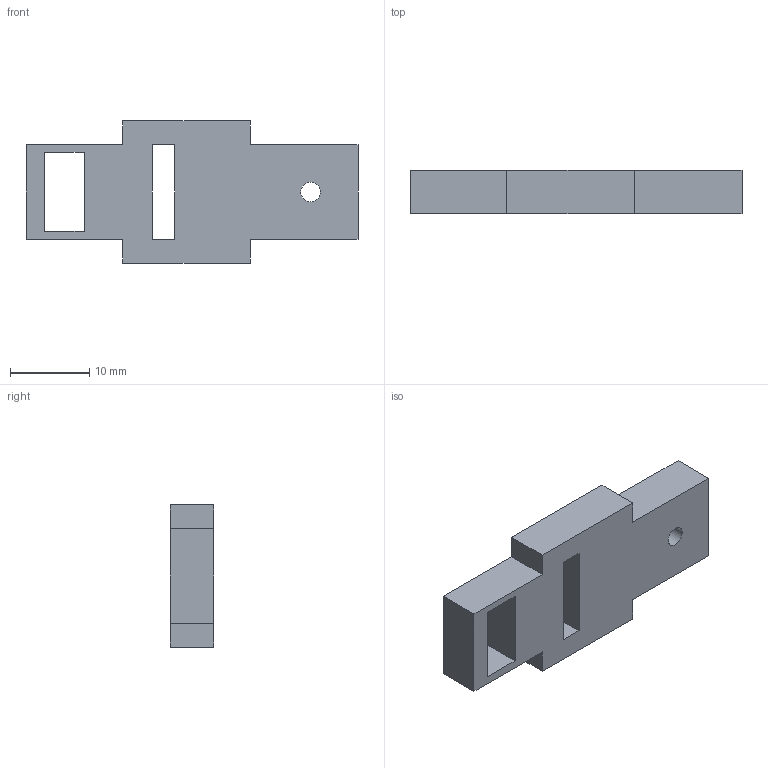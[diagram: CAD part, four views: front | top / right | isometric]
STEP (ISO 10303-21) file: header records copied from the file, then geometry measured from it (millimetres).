
FILE_DESCRIPTION(('STEP AP203'), '1');
FILE_NAME('櫻蠉錪12222', '', ('UNSPECIFIED'), ('UNSPECIFIED'), 'C3D Converter', 'C3D Toolkit', '');
FILE_SCHEMA(('CONFIG_CONTROL_DESIGN'));
Length unit declared in the file: millimetre
Bounding box: 42 x 5.5 x 18 mm (x, y, z)
Volume: 2775.3 mm3; surface area: 2079.7 mm2
Topology: 1 solids, 1 shells, 25 faces, 66 edges, 44 vertices
Faces by surface type: plane 23, cylinder 2
Full cylindrical faces by diameter (mm): 2.5 x1, 5 x1
Entity records: 806 total; most frequent: CARTESIAN_POINT 134, ORIENTED_EDGE 128, DIRECTION 120, EDGE_CURVE 64, LINE 60, VECTOR 60, VERTEX_POINT 44, EDGE_LOOP 34
